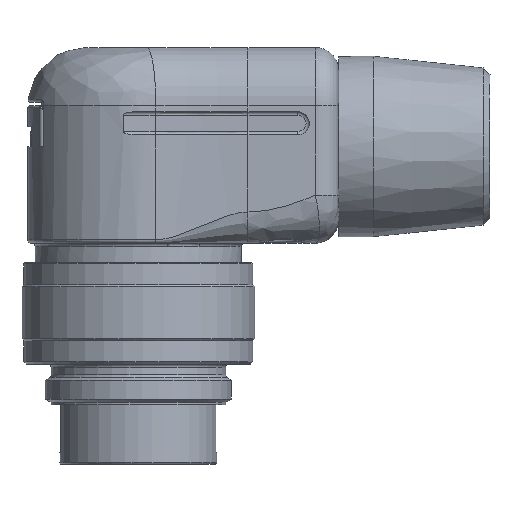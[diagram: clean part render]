
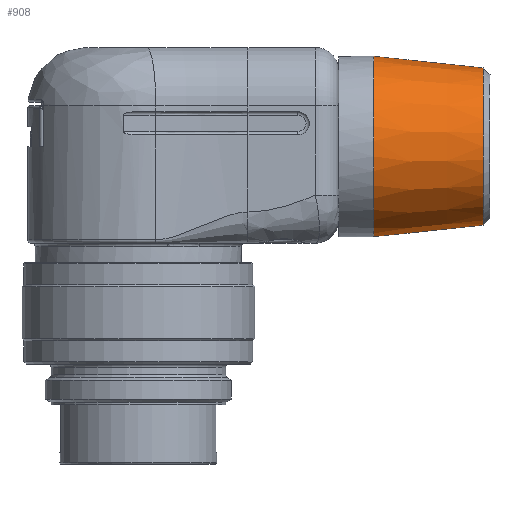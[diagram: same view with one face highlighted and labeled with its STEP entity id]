
A CAD part, front view. The second image highlights one B-rep face of the part: STEP entity #908.
In plain terms, the highlighted conical face has half-angle 6.072 degrees and reference radius 6.75 mm.
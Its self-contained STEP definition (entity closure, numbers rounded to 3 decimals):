
#693=CONICAL_SURFACE('',#3565,6.75,6.072);
#908=ADVANCED_FACE('',(#1150,#1151),#693,.T.);
#1150=FACE_BOUND('',#1368,.T.);
#1151=FACE_BOUND('',#1369,.T.);
#1368=EDGE_LOOP('',(#1951));
#1369=EDGE_LOOP('',(#1952));
#1951=ORIENTED_EDGE('',*,*,#2942,.F.);
#1952=ORIENTED_EDGE('',*,*,#2821,.T.);
#2489=VERTEX_POINT('',#5271);
#2571=VERTEX_POINT('',#5807);
#2821=EDGE_CURVE('',#2489,#2489,#3183,.T.);
#2942=EDGE_CURVE('',#2571,#2571,#3234,.T.);
#3183=CIRCLE('',#3474,6.75);
#3234=CIRCLE('',#3564,7.75);
#3474=AXIS2_PLACEMENT_3D('',#5270,#4105,#4106);
#3564=AXIS2_PLACEMENT_3D('',#5806,#4327,#4328);
#3565=AXIS2_PLACEMENT_3D('',#5808,#4329,#4330);
#4105=DIRECTION('',(-1.,0.,0.));
#4106=DIRECTION('',(0.,0.,1.));
#4327=DIRECTION('',(-1.,0.,0.));
#4328=DIRECTION('',(0.,0.,1.));
#4329=DIRECTION('',(-1.,0.,0.));
#4330=DIRECTION('',(0.,0.,1.));
#5270=CARTESIAN_POINT('',(29.6,0.,0.));
#5271=CARTESIAN_POINT('',(29.6,0.,6.75));
#5806=CARTESIAN_POINT('',(20.2,0.,0.));
#5807=CARTESIAN_POINT('',(20.2,0.,7.75));
#5808=CARTESIAN_POINT('',(29.6,0.,0.));
